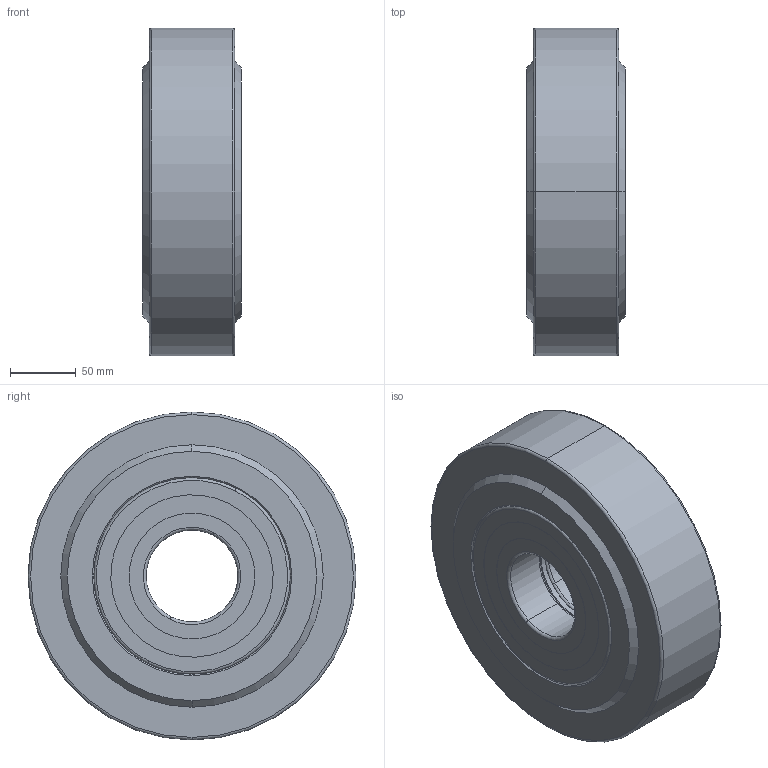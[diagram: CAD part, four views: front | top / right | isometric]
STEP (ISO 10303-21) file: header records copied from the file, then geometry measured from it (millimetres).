
FILE_DESCRIPTION (( 'STEP AP214' ), '1' );
FILE_NAME ('0028596.step', '2022-06-03T10:56:12', ( '' ), ( '' ), 'SwSTEP 2.0', 'SolidWorks 2020', '' );
FILE_SCHEMA (( 'AUTOMOTIVE_DESIGN' ));
Length unit declared in the file: millimetre
Products named in the file (1): 0028596
Bounding box: 75.1 x 250 x 250 mm (x, y, z)
Volume: 3081145.3 mm3; surface area: 400062.6 mm2
Topology: 12 solids, 12 shells, 132 faces, 264 edges, 156 vertices
Faces by surface type: cylinder 52, torus 40, plane 24, cone 16
Entity records: 5097 total; most frequent: DIRECTION 726, CARTESIAN_POINT 553, ORIENTED_EDGE 528, AXIS2_PLACEMENT_3D 329, EDGE_CURVE 264, CIRCLE 196, EDGE_LOOP 156, VERTEX_POINT 156
